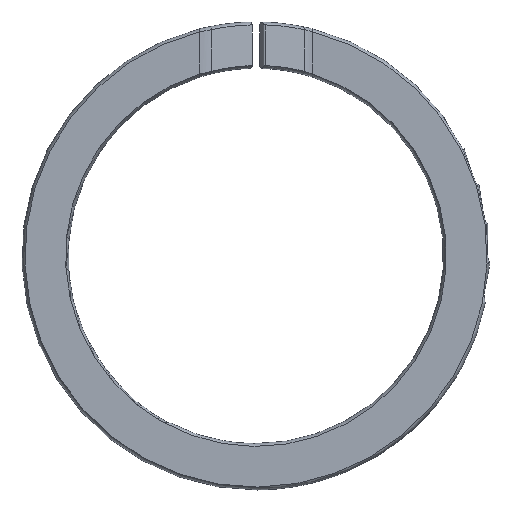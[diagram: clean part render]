
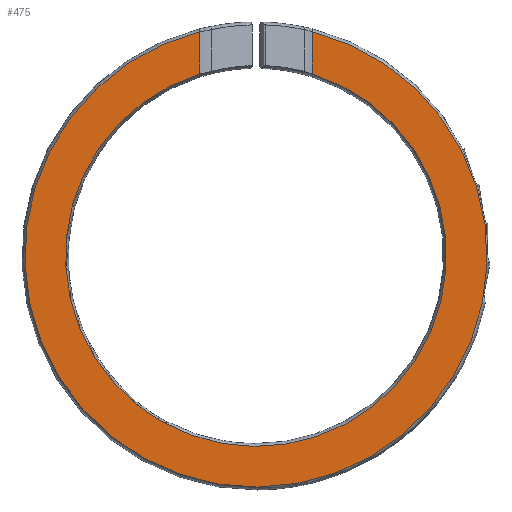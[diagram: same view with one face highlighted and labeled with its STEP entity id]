
A CAD part, front view. The second image highlights one B-rep face of the part: STEP entity #475.
In plain terms, the highlighted planar face has unit normal (0, -1, 0).
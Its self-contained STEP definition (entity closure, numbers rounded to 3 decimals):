
#1=CARTESIAN_POINT('',(0.,0.,0.));
#2=DIRECTION('',(0.,1.,0.));
#3=DIRECTION('',(0.244,0.,0.97));
#4=AXIS2_PLACEMENT_3D('',#1,#2,#3);
#6=CARTESIAN_POINT('',(0.,0.,0.));
#7=DIRECTION('',(0.,1.,0.));
#8=DIRECTION('',(0.008,0.,-1.));
#9=AXIS2_PLACEMENT_3D('',#6,#7,#8);
#11=CARTESIAN_POINT('',(0.,0.,0.));
#12=DIRECTION('',(0.,-1.,0.));
#13=DIRECTION('',(-0.296,0.,0.955));
#14=AXIS2_PLACEMENT_3D('',#11,#12,#13);
#16=CARTESIAN_POINT('',(0.,0.,0.));
#17=DIRECTION('',(0.,-1.,0.));
#18=DIRECTION('',(-0.01,0.,-1.));
#19=AXIS2_PLACEMENT_3D('',#16,#17,#18);
#30=DIRECTION('',(0.,0.,-1.));
#31=VECTOR('',#30,4.325);
#32=CARTESIAN_POINT('',(5.776,0.,22.942));
#33=LINE('',#32,#31);
#258=DIRECTION('',(0.,0.,1.));
#259=VECTOR('',#258,4.325);
#260=CARTESIAN_POINT('',(-5.776,0.,18.617));
#261=LINE('',#260,#259);
#389=CARTESIAN_POINT('',(5.776,0.,22.942));
#390=CARTESIAN_POINT('',(5.776,0.,18.617));
#391=VERTEX_POINT('',#389);
#392=VERTEX_POINT('',#390);
#393=CARTESIAN_POINT('',(0.198,0.,
-23.657));
#394=CARTESIAN_POINT('',(-5.776,0.,
22.942));
#395=VERTEX_POINT('',#393);
#396=VERTEX_POINT('',#394);
#397=CARTESIAN_POINT('',(-5.776,0.,18.617));
#398=VERTEX_POINT('',#397);
#399=CARTESIAN_POINT('',(-0.203,0.,
-19.491));
#400=VERTEX_POINT('',#399);
#456=CARTESIAN_POINT('',(0.,0.,0.));
#457=DIRECTION('',(0.,1.,0.));
#458=DIRECTION('',(1.,0.,0.));
#459=AXIS2_PLACEMENT_3D('',#456,#457,#458);
#460=PLANE('',#459);
#462=ORIENTED_EDGE('',*,*,#461,.F.);
#464=ORIENTED_EDGE('',*,*,#463,.T.);
#466=ORIENTED_EDGE('',*,*,#465,.T.);
#468=ORIENTED_EDGE('',*,*,#467,.F.);
#470=ORIENTED_EDGE('',*,*,#469,.T.);
#472=ORIENTED_EDGE('',*,*,#471,.T.);
#473=EDGE_LOOP('',(#462,#464,#466,#468,#470,#472));
#474=FACE_OUTER_BOUND('',#473,.F.);
#475=ADVANCED_FACE('',(#474),#460,.F.);
#5=CIRCLE('',#4,23.658);
#10=CIRCLE('',#9,23.658);
#15=CIRCLE('',#14,19.492);
#20=CIRCLE('',#19,19.492);
#461=EDGE_CURVE('',#391,#392,#33,.T.);
#463=EDGE_CURVE('',#391,#395,#5,.T.);
#465=EDGE_CURVE('',#395,#396,#10,.T.);
#467=EDGE_CURVE('',#398,#396,#261,.T.);
#469=EDGE_CURVE('',#398,#400,#15,.T.);
#471=EDGE_CURVE('',#400,#392,#20,.T.);
